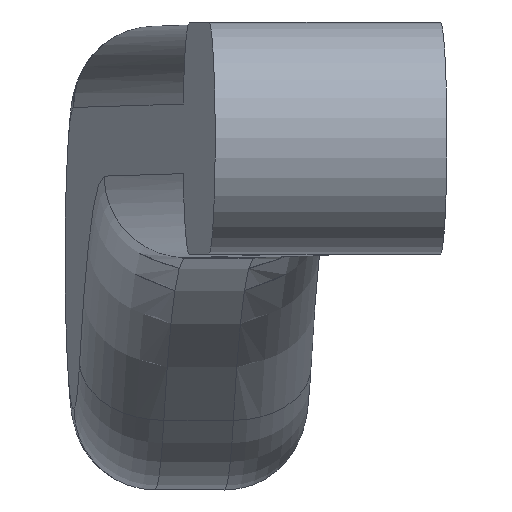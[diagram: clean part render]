
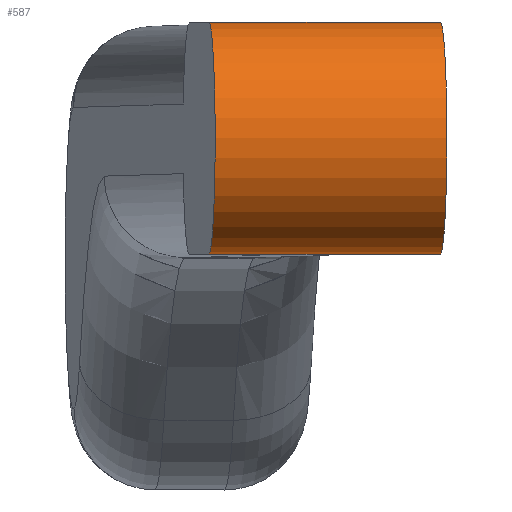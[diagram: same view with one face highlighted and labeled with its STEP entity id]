
A CAD part, top view. The second image highlights one B-rep face of the part: STEP entity #587.
In plain terms, the highlighted cylindrical face has radius 10 mm (diameter 20 mm), a partial arc.
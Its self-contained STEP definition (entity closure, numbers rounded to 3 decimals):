
#55 = DIRECTION ( 'NONE',  ( 0.056, 0., 0.998 ) ) ;
#68 = EDGE_LOOP ( 'NONE', ( #815, #76, #947, #471 ) ) ;
#76 = ORIENTED_EDGE ( 'NONE', *, *, #457, .F. ) ;
#112 = CARTESIAN_POINT ( 'NONE',  ( -30., 10., 10. ) ) ;
#119 = CARTESIAN_POINT ( 'NONE',  ( -30., 10., -10. ) ) ;
#124 = DIRECTION ( 'NONE',  ( 0., -1., 0. ) ) ;
#129 = DIRECTION ( 'NONE',  ( 0., -1., 0. ) ) ;
#143 = EDGE_CURVE ( 'NONE', #671, #518, #822, .T. ) ;
#171 = LINE ( 'NONE', #112, #824 ) ;
#238 = EDGE_CURVE ( 'NONE', #720, #766, #783, .T. ) ;
#257 = DIRECTION ( 'NONE',  ( 0.056, 0., 0.998 ) ) ;
#279 = FACE_OUTER_BOUND ( 'NONE', #68, .T. ) ;
#280 = DIRECTION ( 'NONE',  ( 0., 1., 0. ) ) ;
#312 = AXIS2_PLACEMENT_3D ( 'NONE', #638, #868, #356 ) ;
#355 = CARTESIAN_POINT ( 'NONE',  ( -30., -10., 0. ) ) ;
#356 = DIRECTION ( 'NONE',  ( 0.056, 0., 0.998 ) ) ;
#448 = CARTESIAN_POINT ( 'NONE',  ( -30., -10., -10. ) ) ;
#457 = EDGE_CURVE ( 'NONE', #766, #518, #171, .T. ) ;
#471 = ORIENTED_EDGE ( 'NONE', *, *, #481, .T. ) ;
#481 = EDGE_CURVE ( 'NONE', #720, #671, #872, .T. ) ;
#518 = VERTEX_POINT ( 'NONE', #632 ) ;
#530 = VECTOR ( 'NONE', #124, 1000. ) ;
#546 = CARTESIAN_POINT ( 'NONE',  ( -30., 10., 10. ) ) ;
#587 = ADVANCED_FACE ( 'NONE', ( #279 ), #850, .T. ) ;
#632 = CARTESIAN_POINT ( 'NONE',  ( -30., -10., 10. ) ) ;
#638 = CARTESIAN_POINT ( 'NONE',  ( -30., 10., 0. ) ) ;
#671 = VERTEX_POINT ( 'NONE', #448 ) ;
#699 = CARTESIAN_POINT ( 'NONE',  ( -30., 10., 0. ) ) ;
#720 = VERTEX_POINT ( 'NONE', #845 ) ;
#722 = AXIS2_PLACEMENT_3D ( 'NONE', #355, #280, #257 ) ;
#765 = DIRECTION ( 'NONE',  ( 0., -1., 0. ) ) ;
#766 = VERTEX_POINT ( 'NONE', #546 ) ;
#783 = CIRCLE ( 'NONE', #312, 10. ) ;
#815 = ORIENTED_EDGE ( 'NONE', *, *, #143, .T. ) ;
#822 = CIRCLE ( 'NONE', #722, 10. ) ;
#824 = VECTOR ( 'NONE', #765, 1000. ) ;
#845 = CARTESIAN_POINT ( 'NONE',  ( -30., 10., -10. ) ) ;
#850 = CYLINDRICAL_SURFACE ( 'NONE', #914, 10. ) ;
#868 = DIRECTION ( 'NONE',  ( 0., 1., 0. ) ) ;
#872 = LINE ( 'NONE', #119, #530 ) ;
#914 = AXIS2_PLACEMENT_3D ( 'NONE', #699, #129, #55 ) ;
#947 = ORIENTED_EDGE ( 'NONE', *, *, #238, .F. ) ;
